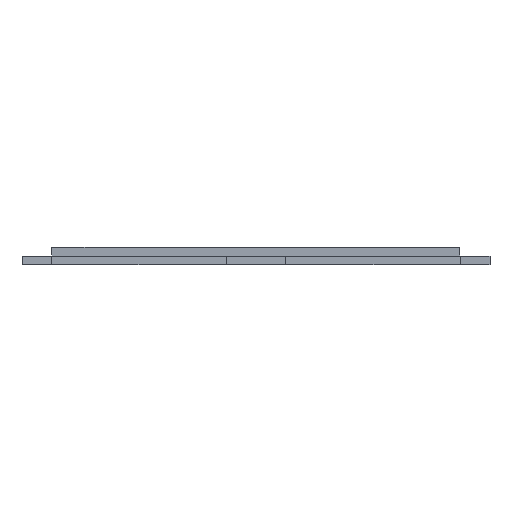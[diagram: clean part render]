
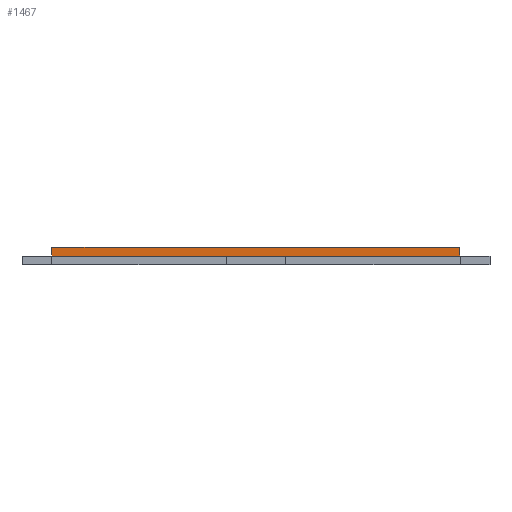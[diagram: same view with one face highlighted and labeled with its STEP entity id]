
A CAD part, front view. The second image highlights one B-rep face of the part: STEP entity #1467.
In plain terms, the highlighted planar face has unit normal (0, -1, 0).
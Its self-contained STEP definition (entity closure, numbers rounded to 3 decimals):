
#50 = DIRECTION ( 'NONE',  ( 0., 0., -1. ) ) ;
#57 = CARTESIAN_POINT ( 'NONE',  ( -61.6, -61.5, 0. ) ) ;
#110 = VECTOR ( 'NONE', #2638, 1000. ) ;
#313 = EDGE_LOOP ( 'NONE', ( #3753, #531, #3384, #3454 ) ) ;
#362 = CARTESIAN_POINT ( 'NONE',  ( 74.74, -61.5, 3. ) ) ;
#531 = ORIENTED_EDGE ( 'NONE', *, *, #551, .F. ) ;
#551 = EDGE_CURVE ( 'NONE', #4246, #4786, #4113, .T. ) ;
#645 = CARTESIAN_POINT ( 'NONE',  ( -61.6, -61.5, 3. ) ) ;
#669 = LINE ( 'NONE', #645, #1460 ) ;
#753 = LINE ( 'NONE', #57, #110 ) ;
#1460 = VECTOR ( 'NONE', #4717, 1000. ) ;
#1467 = ADVANCED_FACE ( 'NONE', ( #2750 ), #2435, .F. ) ;
#1655 = CARTESIAN_POINT ( 'NONE',  ( -61.6, -61.5, 0. ) ) ;
#1855 = CARTESIAN_POINT ( 'NONE',  ( -61.6, -61.5, 3. ) ) ;
#2388 = VERTEX_POINT ( 'NONE', #4241 ) ;
#2390 = VECTOR ( 'NONE', #3051, 1000. ) ;
#2435 = PLANE ( 'NONE',  #3598 ) ;
#2621 = CARTESIAN_POINT ( 'NONE',  ( 74.74, -61.5, 0. ) ) ;
#2638 = DIRECTION ( 'NONE',  ( 1., 0., 0. ) ) ;
#2750 = FACE_OUTER_BOUND ( 'NONE', #313, .T. ) ;
#2804 = VERTEX_POINT ( 'NONE', #1655 ) ;
#3051 = DIRECTION ( 'NONE',  ( 0., 0., -1. ) ) ;
#3088 = EDGE_CURVE ( 'NONE', #2804, #4786, #753, .T. ) ;
#3384 = ORIENTED_EDGE ( 'NONE', *, *, #4631, .F. ) ;
#3454 = ORIENTED_EDGE ( 'NONE', *, *, #4282, .T. ) ;
#3495 = DIRECTION ( 'NONE',  ( 0., 1., 0. ) ) ;
#3598 = AXIS2_PLACEMENT_3D ( 'NONE', #3899, #3495, #4589 ) ;
#3718 = CARTESIAN_POINT ( 'NONE',  ( 74.74, -61.5, 3. ) ) ;
#3753 = ORIENTED_EDGE ( 'NONE', *, *, #3088, .T. ) ;
#3899 = CARTESIAN_POINT ( 'NONE',  ( -61.6, -61.5, 3. ) ) ;
#4113 = LINE ( 'NONE', #3718, #4440 ) ;
#4241 = CARTESIAN_POINT ( 'NONE',  ( -61.6, -61.5, 3. ) ) ;
#4246 = VERTEX_POINT ( 'NONE', #362 ) ;
#4282 = EDGE_CURVE ( 'NONE', #2388, #2804, #4467, .T. ) ;
#4440 = VECTOR ( 'NONE', #50, 1000. ) ;
#4467 = LINE ( 'NONE', #1855, #2390 ) ;
#4589 = DIRECTION ( 'NONE',  ( 0., 0., 1. ) ) ;
#4631 = EDGE_CURVE ( 'NONE', #2388, #4246, #669, .T. ) ;
#4717 = DIRECTION ( 'NONE',  ( 1., 0., 0. ) ) ;
#4786 = VERTEX_POINT ( 'NONE', #2621 ) ;
